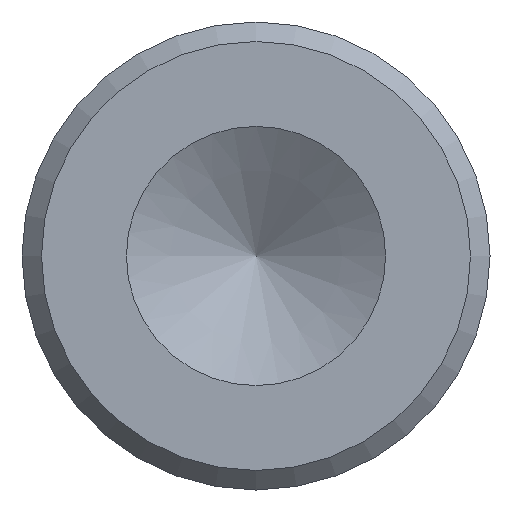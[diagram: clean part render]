
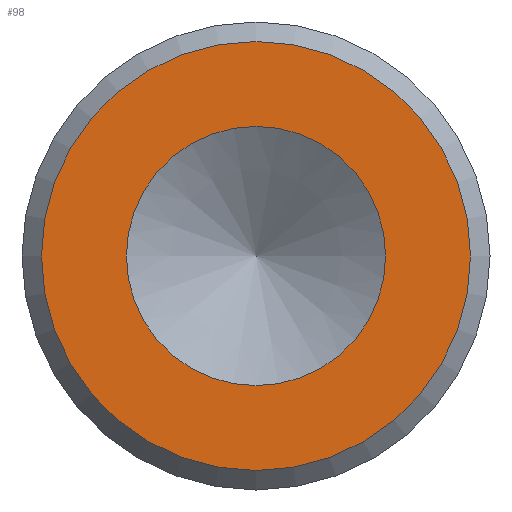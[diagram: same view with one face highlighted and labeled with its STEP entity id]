
A CAD part, front view. The second image highlights one B-rep face of the part: STEP entity #98.
In plain terms, the highlighted planar face has unit normal (0, -1, 0).
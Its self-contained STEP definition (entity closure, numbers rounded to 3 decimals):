
#15=PLANE('',#112);
#22=FACE_BOUND('',#41,.T.);
#29=FACE_OUTER_BOUND('',#40,.T.);
#40=EDGE_LOOP('',(#80));
#41=EDGE_LOOP('',(#81));
#53=CIRCLE('',#109,5.5);
#55=CIRCLE('',#113,3.324);
#61=VERTEX_POINT('',#164);
#63=VERTEX_POINT('',#170);
#69=EDGE_CURVE('',#61,#61,#53,.T.);
#71=EDGE_CURVE('',#63,#63,#55,.T.);
#80=ORIENTED_EDGE('',*,*,#69,.F.);
#81=ORIENTED_EDGE('',*,*,#71,.T.);
#98=ADVANCED_FACE('',(#29,#22),#15,.F.);
#109=AXIS2_PLACEMENT_3D('',#165,#130,#131);
#112=AXIS2_PLACEMENT_3D('',#169,#136,#137);
#113=AXIS2_PLACEMENT_3D('',#171,#138,#139);
#130=DIRECTION('center_axis',(0.,1.,0.));
#131=DIRECTION('ref_axis',(1.,0.,0.));
#136=DIRECTION('center_axis',(0.,1.,0.));
#137=DIRECTION('ref_axis',(0.,0.,1.));
#138=DIRECTION('center_axis',(0.,1.,0.));
#139=DIRECTION('ref_axis',(1.,0.,0.));
#164=CARTESIAN_POINT('',(-5.5,-149.,0.));
#165=CARTESIAN_POINT('Origin',(0.,-149.,0.));
#169=CARTESIAN_POINT('Origin',(0.,-149.,0.));
#170=CARTESIAN_POINT('',(3.324,-149.,0.));
#171=CARTESIAN_POINT('Origin',(0.,-149.,0.));
